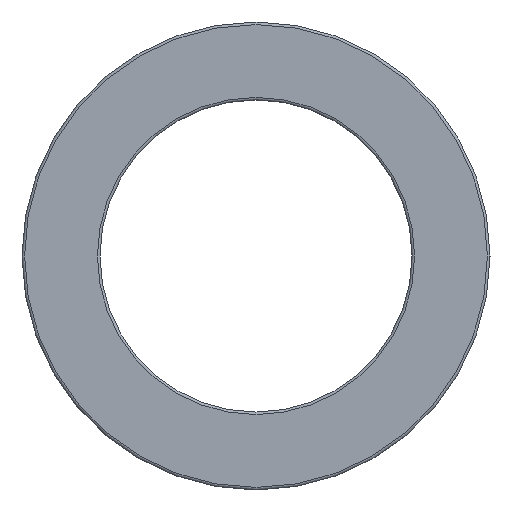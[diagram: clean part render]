
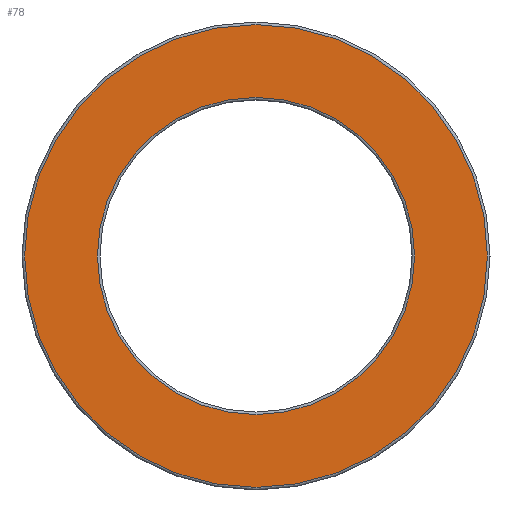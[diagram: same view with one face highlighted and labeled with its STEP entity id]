
A CAD part, left-side view. The second image highlights one B-rep face of the part: STEP entity #78.
In plain terms, the highlighted planar face has unit normal (-1, 0, 0).
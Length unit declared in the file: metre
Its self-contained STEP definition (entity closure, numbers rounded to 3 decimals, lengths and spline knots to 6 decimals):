
#78 = ADVANCED_FACE( '', ( #173, #174 ), #175, .T. );
#173 = FACE_BOUND( '', #276, .T. );
#174 = FACE_OUTER_BOUND( '', #277, .T. );
#175 = PLANE( '', #278 );
#276 = EDGE_LOOP( '', ( #403 ) );
#277 = EDGE_LOOP( '', ( #404 ) );
#278 = AXIS2_PLACEMENT_3D( '', #405, #406, #407 );
#403 = ORIENTED_EDGE( '', *, *, #491, .T. );
#404 = ORIENTED_EDGE( '', *, *, #492, .T. );
#405 = CARTESIAN_POINT( '', ( -0.0625, 0., 0. ) );
#406 = DIRECTION( '', ( -1., 0., 0. ) );
#407 = DIRECTION( '', ( 0., -1., 0. ) );
#491 = EDGE_CURVE( '', #558, #558, #559, .F. );
#492 = EDGE_CURVE( '', #560, #560, #561, .T. );
#558 = VERTEX_POINT( '', #630 );
#559 = CIRCLE( '', #631, 0.0305 );
#560 = VERTEX_POINT( '', #632 );
#561 = CIRCLE( '', #633, 0.0445 );
#630 = CARTESIAN_POINT( '', ( -0.0625, -0.0305, 0. ) );
#631 = AXIS2_PLACEMENT_3D( '', #705, #706, #707 );
#632 = CARTESIAN_POINT( '', ( -0.0625, -0.0445, 0. ) );
#633 = AXIS2_PLACEMENT_3D( '', #708, #709, #710 );
#705 = CARTESIAN_POINT( '', ( -0.0625, 0., 0. ) );
#706 = DIRECTION( '', ( -1., 0., 0. ) );
#707 = DIRECTION( '', ( 0., -1., 0. ) );
#708 = CARTESIAN_POINT( '', ( -0.0625, 0., 0. ) );
#709 = DIRECTION( '', ( -1., 0., 0. ) );
#710 = DIRECTION( '', ( 0., -1., 0. ) );
